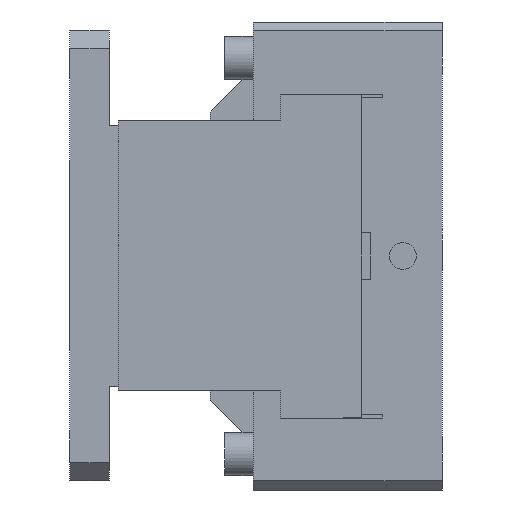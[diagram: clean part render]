
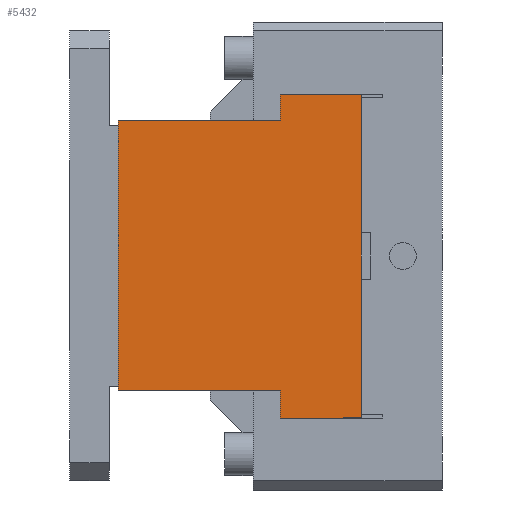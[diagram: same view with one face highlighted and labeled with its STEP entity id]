
A CAD part, left-side view. The second image highlights one B-rep face of the part: STEP entity #5432.
In plain terms, the highlighted planar face has unit normal (-1, 0, 0).
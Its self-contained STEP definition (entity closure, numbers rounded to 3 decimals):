
#4647=CARTESIAN_POINT('Vertex',(-310.,180.,-75.)) ;
#4650=CARTESIAN_POINT('Line Origine',(-310.,180.,0.)) ;
#4654=CARTESIAN_POINT('Vertex',(-310.,180.,75.)) ;
#4680=CARTESIAN_POINT('Vertex',(-310.,90.,75.)) ;
#4709=CARTESIAN_POINT('Line Origine',(-310.,135.,75.)) ;
#4799=CARTESIAN_POINT('Vertex',(-310.,90.,-75.)) ;
#4802=CARTESIAN_POINT('Line Origine',(-310.,135.,-75.)) ;
#4931=CARTESIAN_POINT('Line Origine',(-310.,90.,82.5)) ;
#4935=CARTESIAN_POINT('Vertex',(-310.,90.,90.)) ;
#5148=CARTESIAN_POINT('Vertex',(-310.,45.,-89.5)) ;
#5151=CARTESIAN_POINT('Line Origine',(-310.,50.,-89.5)) ;
#5155=CARTESIAN_POINT('Vertex',(-310.,55.,-89.5)) ;
#5176=CARTESIAN_POINT('Line Origine',(-310.,72.5,90.)) ;
#5180=CARTESIAN_POINT('Vertex',(-310.,55.,90.)) ;
#5204=CARTESIAN_POINT('Vertex',(-310.,55.,89.5)) ;
#5207=CARTESIAN_POINT('Line Origine',(-310.,55.,89.75)) ;
#5224=CARTESIAN_POINT('Line Origine',(-310.,50.,89.5)) ;
#5228=CARTESIAN_POINT('Vertex',(-310.,45.,89.5)) ;
#5254=CARTESIAN_POINT('Line Origine',(-310.,45.,0.)) ;
#5321=CARTESIAN_POINT('Line Origine',(-310.,90.,-82.5)) ;
#5325=CARTESIAN_POINT('Vertex',(-310.,90.,-90.)) ;
#5377=CARTESIAN_POINT('Line Origine',(-310.,55.,-89.75)) ;
#5381=CARTESIAN_POINT('Vertex',(-310.,55.,-90.)) ;
#5401=CARTESIAN_POINT('Line Origine',(-310.,72.5,-90.)) ;
#5413=CARTESIAN_POINT('Axis2P3D Location',(-310.,22.,0.)) ;
#4651=DIRECTION('Vector Direction',(0.,0.,1.)) ;
#4710=DIRECTION('Vector Direction',(0.,-1.,0.)) ;
#4803=DIRECTION('Vector Direction',(0.,1.,0.)) ;
#4932=DIRECTION('Vector Direction',(0.,0.,1.)) ;
#5152=DIRECTION('Vector Direction',(0.,1.,0.)) ;
#5177=DIRECTION('Vector Direction',(0.,1.,0.)) ;
#5208=DIRECTION('Vector Direction',(0.,0.,1.)) ;
#5225=DIRECTION('Vector Direction',(0.,-1.,0.)) ;
#5255=DIRECTION('Vector Direction',(0.,0.,-1.)) ;
#5322=DIRECTION('Vector Direction',(0.,0.,1.)) ;
#5378=DIRECTION('Vector Direction',(0.,0.,1.)) ;
#5402=DIRECTION('Vector Direction',(0.,1.,0.)) ;
#5414=DIRECTION('Axis2P3D Direction',(1.,-0.,0.)) ;
#5415=DIRECTION('Axis2P3D XDirection',(0.,0.,-1.)) ;
#5416=AXIS2_PLACEMENT_3D('Plane Axis2P3D',#5413,#5414,#5415) ;
#5419=ORIENTED_EDGE('',*,*,#5258,.F.) ;
#5420=ORIENTED_EDGE('',*,*,#5230,.F.) ;
#5421=ORIENTED_EDGE('',*,*,#5211,.T.) ;
#5422=ORIENTED_EDGE('',*,*,#5182,.T.) ;
#5423=ORIENTED_EDGE('',*,*,#4937,.F.) ;
#5424=ORIENTED_EDGE('',*,*,#4713,.F.) ;
#5425=ORIENTED_EDGE('',*,*,#4656,.F.) ;
#5426=ORIENTED_EDGE('',*,*,#4806,.F.) ;
#5427=ORIENTED_EDGE('',*,*,#5327,.F.) ;
#5428=ORIENTED_EDGE('',*,*,#5405,.F.) ;
#5429=ORIENTED_EDGE('',*,*,#5383,.T.) ;
#5430=ORIENTED_EDGE('',*,*,#5157,.F.) ;
#4652=VECTOR('Line Direction',#4651,1.) ;
#4711=VECTOR('Line Direction',#4710,1.) ;
#4804=VECTOR('Line Direction',#4803,1.) ;
#4933=VECTOR('Line Direction',#4932,1.) ;
#5153=VECTOR('Line Direction',#5152,1.) ;
#5178=VECTOR('Line Direction',#5177,1.) ;
#5209=VECTOR('Line Direction',#5208,1.) ;
#5226=VECTOR('Line Direction',#5225,1.) ;
#5256=VECTOR('Line Direction',#5255,1.) ;
#5323=VECTOR('Line Direction',#5322,1.) ;
#5379=VECTOR('Line Direction',#5378,1.) ;
#5403=VECTOR('Line Direction',#5402,1.) ;
#5432=ADVANCED_FACE('CAM SLIDER',(#5431),#5417,.F.) ;
#4656=EDGE_CURVE('',#4648,#4655,#4653,.T.) ;
#4713=EDGE_CURVE('',#4655,#4681,#4712,.T.) ;
#4806=EDGE_CURVE('',#4800,#4648,#4805,.T.) ;
#4937=EDGE_CURVE('',#4681,#4936,#4934,.T.) ;
#5157=EDGE_CURVE('',#5149,#5156,#5154,.T.) ;
#5182=EDGE_CURVE('',#5181,#4936,#5179,.T.) ;
#5211=EDGE_CURVE('',#5205,#5181,#5210,.T.) ;
#5230=EDGE_CURVE('',#5205,#5229,#5227,.T.) ;
#5258=EDGE_CURVE('',#5229,#5149,#5257,.T.) ;
#5327=EDGE_CURVE('',#5326,#4800,#5324,.T.) ;
#5383=EDGE_CURVE('',#5382,#5156,#5380,.T.) ;
#5405=EDGE_CURVE('',#5382,#5326,#5404,.T.) ;
#5418=EDGE_LOOP('',(#5419,#5420,#5421,#5422,#5423,#5424,#5425,#5426,#5427,#5428,#5429,#5430)) ;
#5431=FACE_OUTER_BOUND('',#5418,.T.) ;
#4653=LINE('Line',#4650,#4652) ;
#4712=LINE('Line',#4709,#4711) ;
#4805=LINE('Line',#4802,#4804) ;
#4934=LINE('Line',#4931,#4933) ;
#5154=LINE('Line',#5151,#5153) ;
#5179=LINE('Line',#5176,#5178) ;
#5210=LINE('Line',#5207,#5209) ;
#5227=LINE('Line',#5224,#5226) ;
#5257=LINE('Line',#5254,#5256) ;
#5324=LINE('Line',#5321,#5323) ;
#5380=LINE('Line',#5377,#5379) ;
#5404=LINE('Line',#5401,#5403) ;
#5417=PLANE('Plane',#5416) ;
#4648=VERTEX_POINT('',#4647) ;
#4655=VERTEX_POINT('',#4654) ;
#4681=VERTEX_POINT('',#4680) ;
#4800=VERTEX_POINT('',#4799) ;
#4936=VERTEX_POINT('',#4935) ;
#5149=VERTEX_POINT('',#5148) ;
#5156=VERTEX_POINT('',#5155) ;
#5181=VERTEX_POINT('',#5180) ;
#5205=VERTEX_POINT('',#5204) ;
#5229=VERTEX_POINT('',#5228) ;
#5326=VERTEX_POINT('',#5325) ;
#5382=VERTEX_POINT('',#5381) ;
